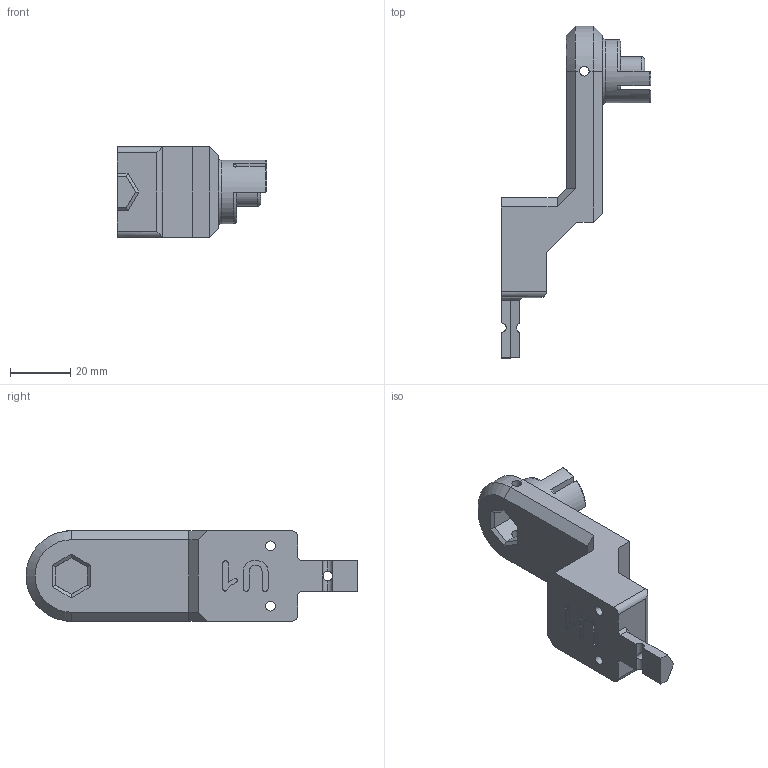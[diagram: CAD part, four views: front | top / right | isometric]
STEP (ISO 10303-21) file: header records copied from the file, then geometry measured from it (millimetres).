
FILE_DESCRIPTION(('HOOPS Exchange Step'),'2;1');
FILE_NAME('temp_export','2025-01-14T15:36:52+10:00',('mobile'),('Shapr3D Limited'),'HOOPS Exchange 2024.6','Shapr3D','Authorized');
FILE_SCHEMA( ('AP242_MANAGED_MODEL_BASED_3D_ENGINEERING_MIM_LF {1 0 10303 442 1 1 4 }') );
Length unit declared in the file: millimetre
Products named in the file (2): U Pin.STEP; root
Assembly tree (1 placements, depth 2):
  root
    U Pin.STEP
Bounding box: 49.5 x 110 x 30 mm (x, y, z)
Volume: 40718.4 mm3; surface area: 11516.3 mm2
Topology: 1 solids, 1 shells, 104 faces, 278 edges, 172 vertices
Faces by surface type: plane 59, cylinder 24, bspline 8, torus 7, sphere 4, cone 2
Full cylindrical faces by diameter (mm): 3.2 x5, 9.5 x1, 21 x1
Entity records: 3912 total; most frequent: CARTESIAN_POINT 1283, ORIENTED_EDGE 550, DIRECTION 519, EDGE_CURVE 275, VECTOR 183, LINE 183, VERTEX_POINT 172, AXIS2_PLACEMENT_3D 168
